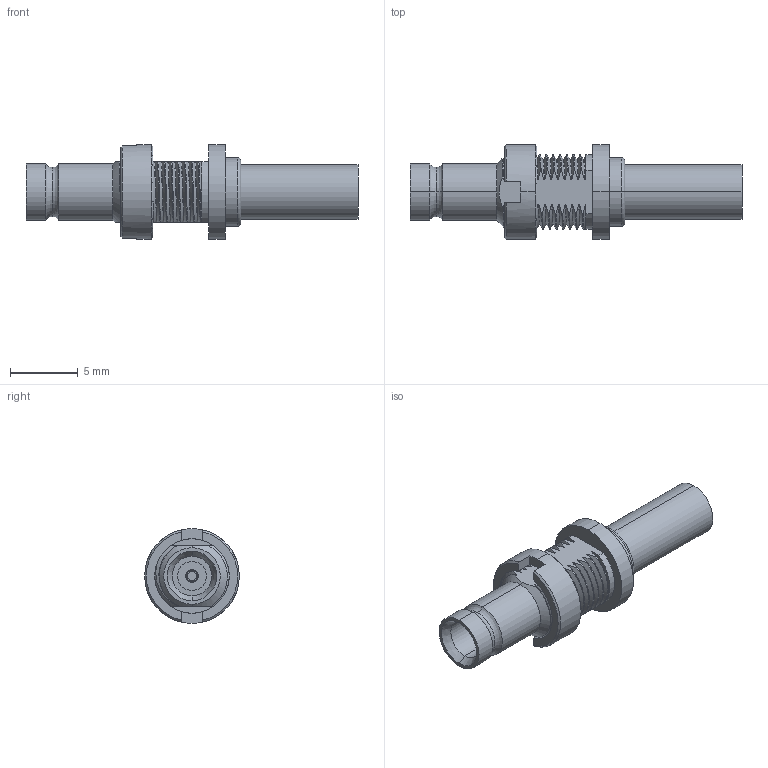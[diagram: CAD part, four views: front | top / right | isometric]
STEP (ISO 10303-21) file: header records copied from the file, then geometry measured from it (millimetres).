
FILE_DESCRIPTION (( 'STEP AP203' ), '1' );
FILE_NAME ('FMCN1820_3D.STEP', '2022-02-16T16:15:43', ( '' ), ( '' ), 'SwSTEP 2.0', 'SolidWorks 2021', '' );
FILE_SCHEMA (( 'CONFIG_CONTROL_DESIGN' ));
Products named in the file (1): FMCN1820_3D
Bounding box: 24.54 x 7 x 7 mm (x, y, z)
Volume: 347.2 mm3; surface area: 834.7 mm2
Topology: 3 solids, 3 shells, 196 faces, 529 edges, 346 vertices
Faces by surface type: bspline 77, cylinder 57, plane 41, cone 15, torus 6
Entity records: 35314 total; most frequent: CARTESIAN_POINT 31211, ORIENTED_EDGE 1058, DIRECTION 604, EDGE_CURVE 529, VERTEX_POINT 346, AXIS2_PLACEMENT_3D 232, EDGE_LOOP 207, FACE_OUTER_BOUND 196
